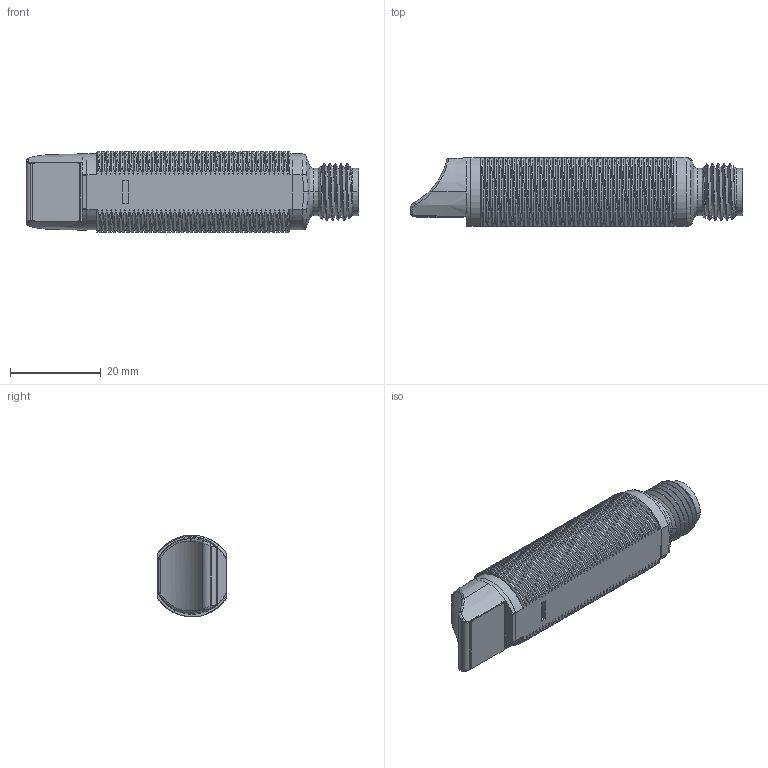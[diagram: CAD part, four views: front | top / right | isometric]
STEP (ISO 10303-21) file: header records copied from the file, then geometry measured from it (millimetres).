
FILE_DESCRIPTION((''),'2;1');
FILE_NAME('GLK18_S_PLUG','2011-08-05T',('XHMao'),(''),'PRO/ENGINEER BY PARAMETRIC TECHNOLOGY CORPORATION, 2006140','PRO/ENGINEER BY PARAMETRIC TECHNOLOGY CORPORATION, 2006140','');
FILE_SCHEMA(('CONFIG_CONTROL_DESIGN'));
Length unit declared in the file: millimetre
Products named in the file (1): GLK18_S_PLUG
Bounding box: 73.12 x 15 x 18 mm (x, y, z)
Volume: 13475.8 mm3; surface area: 5755.4 mm2
Topology: 1 solids, 1 shells, 475 faces, 1317 edges, 866 vertices
Faces by surface type: bspline 227, cylinder 151, plane 67, cone 22, torus 6, sphere 2
Entity records: 33034 total; most frequent: CARTESIAN_POINT 22946, ORIENTED_EDGE 2614, EDGE_CURVE 1307, DIRECTION 1230, VERTEX_POINT 846, B_SPLINE_CURVE_WITH_KNOTS 747, EDGE_LOOP 487, FACE_OUTER_BOUND 475
